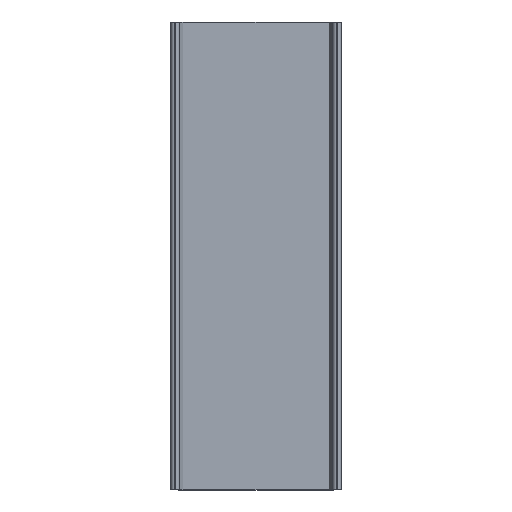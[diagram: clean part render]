
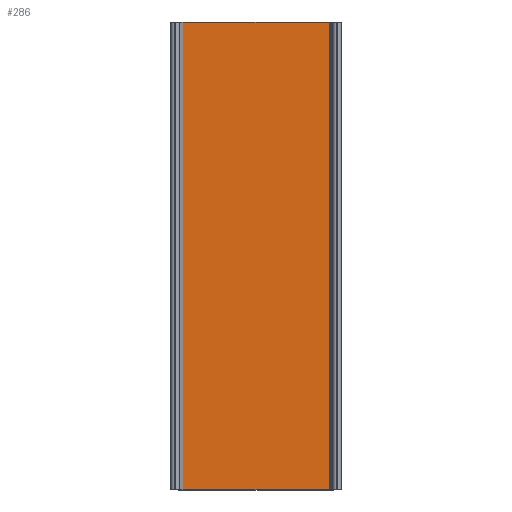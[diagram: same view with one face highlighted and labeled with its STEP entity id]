
A CAD part, top view. The second image highlights one B-rep face of the part: STEP entity #286.
In plain terms, the highlighted planar face has unit normal (0, 0, 1).
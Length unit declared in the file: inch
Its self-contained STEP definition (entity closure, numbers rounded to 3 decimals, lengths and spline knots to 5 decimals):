
#224=CARTESIAN_POINT('',(11.3405,12.73582,0.32213));
#225=VERTEX_POINT('',#224);
#233=CARTESIAN_POINT('',(11.3405,6.73582,0.32213));
#234=VERTEX_POINT('',#233);
#235=CARTESIAN_POINT('',(11.3405,6.73582,0.32213));
#236=DIRECTION('',(0.,1.,0.));
#237=VECTOR('',#236,1.);
#238=LINE('',#235,#237);
#239=EDGE_CURVE('',#234,#225,#238,.T.);
#256=ORIENTED_EDGE('',*,*,#239,.T.);
#257=CARTESIAN_POINT('',(9.3605,12.73582,0.32213));
#258=VERTEX_POINT('',#257);
#259=CARTESIAN_POINT('',(11.3405,12.73582,0.32213));
#260=DIRECTION('',(-1.,0.,0.));
#261=VECTOR('',#260,1.);
#262=LINE('',#259,#261);
#263=EDGE_CURVE('',#225,#258,#262,.T.);
#264=ORIENTED_EDGE('',*,*,#263,.T.);
#265=CARTESIAN_POINT('',(9.3605,6.73582,0.32213));
#266=VERTEX_POINT('',#265);
#267=CARTESIAN_POINT('',(9.3605,6.73582,0.32213));
#268=DIRECTION('',(0.,1.,0.));
#269=VECTOR('',#268,1.);
#270=LINE('',#267,#269);
#271=EDGE_CURVE('',#266,#258,#270,.T.);
#272=ORIENTED_EDGE('',*,*,#271,.F.);
#273=CARTESIAN_POINT('',(11.3405,6.73582,0.32213));
#274=DIRECTION('',(-1.,0.,0.));
#275=VECTOR('',#274,1.);
#276=LINE('',#273,#275);
#277=EDGE_CURVE('',#234,#266,#276,.T.);
#278=ORIENTED_EDGE('',*,*,#277,.F.);
#279=EDGE_LOOP('',(#256,#264,#272,#278));
#280=FACE_OUTER_BOUND('',#279,.T.);
#281=CARTESIAN_POINT('',(10.3505,6.73582,0.32213));
#282=DIRECTION('',(0.,0.,1.));
#283=DIRECTION('',(1.,0.,0.));
#284=AXIS2_PLACEMENT_3D('',#281,#282,#283);
#285=PLANE('',#284);
#286=ADVANCED_FACE('',(#280),#285,.T.);
